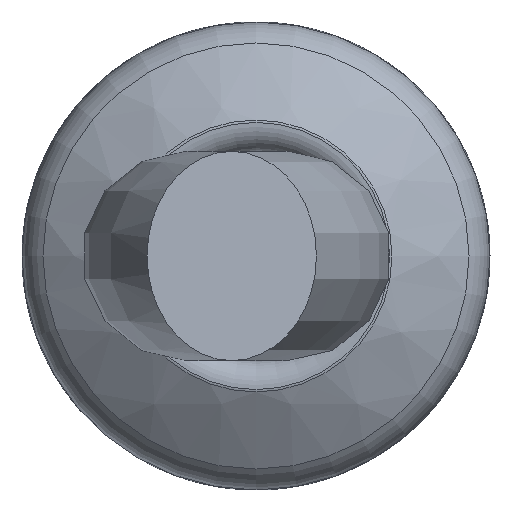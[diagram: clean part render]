
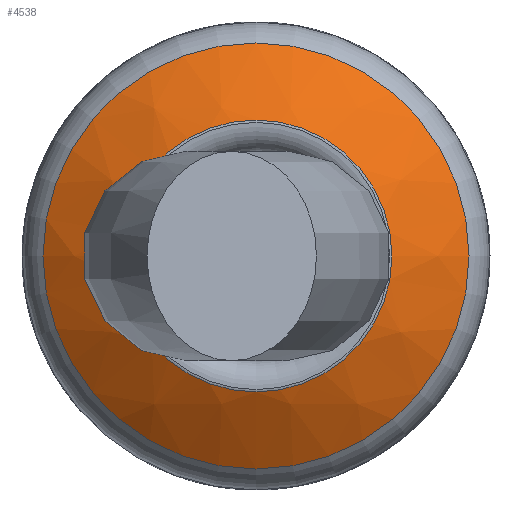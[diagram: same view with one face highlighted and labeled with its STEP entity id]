
A CAD part, left-side view. The second image highlights one B-rep face of the part: STEP entity #4538.
In plain terms, the highlighted spherical face has radius 12.5 mm.
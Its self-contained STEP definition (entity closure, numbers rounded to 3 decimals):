
#30=SPHERICAL_SURFACE('',#4857,12.5);
#84=FACE_BOUND('',#495,.T.);
#111=CIRCLE('',#4849,7.738);
#118=CIRCLE('',#4858,4.937);
#202=FACE_OUTER_BOUND('',#494,.T.);
#494=EDGE_LOOP('',(#3158));
#495=EDGE_LOOP('',(#3159));
#1706=VERTEX_POINT('',#6212);
#1880=VERTEX_POINT('',#7152);
#2204=EDGE_CURVE('',#1706,#1706,#111,.T.);
#2380=EDGE_CURVE('',#1880,#1880,#118,.T.);
#3158=ORIENTED_EDGE('',*,*,#2204,.F.);
#3159=ORIENTED_EDGE('',*,*,#2380,.T.);
#4538=ADVANCED_FACE('',(#202,#84),#30,.T.);
#4849=AXIS2_PLACEMENT_3D('',#6213,#5024,#5025);
#4857=AXIS2_PLACEMENT_3D('',#7151,#5043,#5044);
#4858=AXIS2_PLACEMENT_3D('',#7153,#5045,#5046);
#5024=DIRECTION('center_axis',(1.,0.,0.));
#5025=DIRECTION('ref_axis',(0.,1.,0.));
#5043=DIRECTION('center_axis',(0.,0.,1.));
#5044=DIRECTION('ref_axis',(-1.,0.001,0.));
#5045=DIRECTION('center_axis',(1.,0.,0.));
#5046=DIRECTION('ref_axis',(0.,0.,-1.));
#6212=CARTESIAN_POINT('',(-32.817,0.,-7.738));
#6213=CARTESIAN_POINT('Origin',(-32.817,0.,0.));
#7151=CARTESIAN_POINT('Origin',(-23.,0.,0.));
#7152=CARTESIAN_POINT('',(-34.484,0.,4.937));
#7153=CARTESIAN_POINT('Origin',(-34.484,0.,0.));
